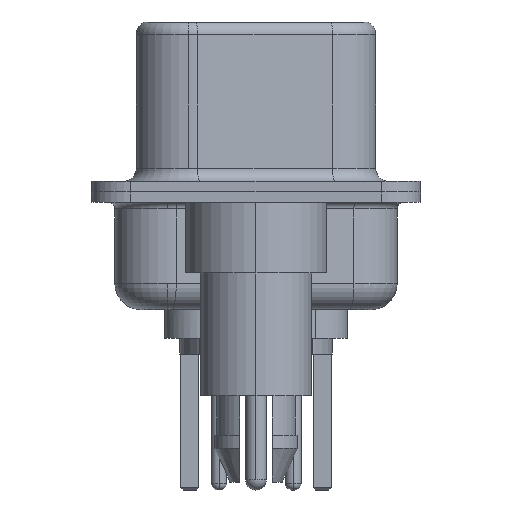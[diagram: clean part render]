
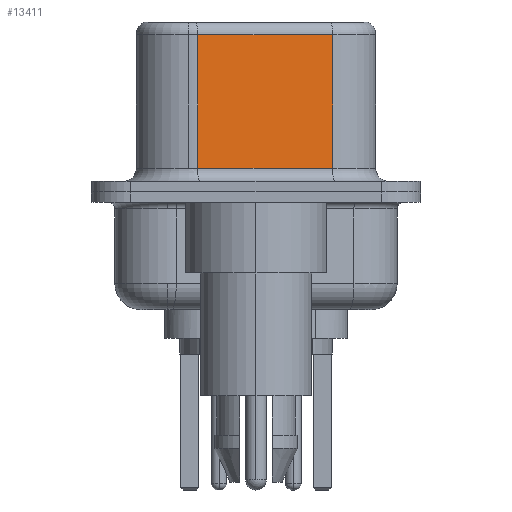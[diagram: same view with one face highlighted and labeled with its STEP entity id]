
A CAD part, left-side view. The second image highlights one B-rep face of the part: STEP entity #13411.
In plain terms, the highlighted planar face has unit normal (-0.985, -0.174, 0).
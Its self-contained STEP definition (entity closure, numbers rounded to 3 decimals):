
#97 = DIRECTION ( 'NONE',  ( -0.174, 0.985, 0. ) ) ;
#1097 = CARTESIAN_POINT ( 'NONE',  ( 4.565, -2.927, 6.02 ) ) ;
#1853 = CARTESIAN_POINT ( 'NONE',  ( 4.565, -2.927, 6.52 ) ) ;
#2114 = ORIENTED_EDGE ( 'NONE', *, *, #8379, .T. ) ;
#2924 = CARTESIAN_POINT ( 'NONE',  ( 3.655, 2.233, 0.9 ) ) ;
#3442 = CARTESIAN_POINT ( 'NONE',  ( 3.655, 2.233, 6.02 ) ) ;
#3801 = CARTESIAN_POINT ( 'NONE',  ( 4.565, -2.927, 6.52 ) ) ;
#3811 = DIRECTION ( 'NONE',  ( 0.985, 0.174, 0. ) ) ;
#4123 = VECTOR ( 'NONE', #6302, 1000. ) ;
#6302 = DIRECTION ( 'NONE',  ( 0.174, -0.985, 0. ) ) ;
#8379 = EDGE_CURVE ( 'NONE', #12556, #19578, #24709, .T. ) ;
#8652 = VERTEX_POINT ( 'NONE', #2924 ) ;
#9203 = EDGE_CURVE ( 'NONE', #8652, #11801, #24383, .T. ) ;
#9638 = VECTOR ( 'NONE', #97, 1000. ) ;
#10106 = LINE ( 'NONE', #3801, #19094 ) ;
#11746 = EDGE_CURVE ( 'NONE', #12556, #11801, #10106, .T. ) ;
#11801 = VERTEX_POINT ( 'NONE', #13572 ) ;
#12556 = VERTEX_POINT ( 'NONE', #1097 ) ;
#13211 = CARTESIAN_POINT ( 'NONE',  ( 3.655, 2.233, 6.52 ) ) ;
#13411 = ADVANCED_FACE ( 'NONE', ( #20178 ), #24678, .F. ) ;
#13572 = CARTESIAN_POINT ( 'NONE',  ( 4.565, -2.927, 0.9 ) ) ;
#14000 = CARTESIAN_POINT ( 'NONE',  ( 4.565, -2.927, 0.9 ) ) ;
#14658 = AXIS2_PLACEMENT_3D ( 'NONE', #1853, #3811, #17288 ) ;
#15365 = DIRECTION ( 'NONE',  ( 0., 0., -1. ) ) ;
#15997 = ORIENTED_EDGE ( 'NONE', *, *, #9203, .T. ) ;
#17288 = DIRECTION ( 'NONE',  ( -0.174, 0.985, 0. ) ) ;
#17712 = EDGE_CURVE ( 'NONE', #19578, #8652, #22089, .T. ) ;
#17926 = ORIENTED_EDGE ( 'NONE', *, *, #17712, .T. ) ;
#18942 = ORIENTED_EDGE ( 'NONE', *, *, #11746, .F. ) ;
#19094 = VECTOR ( 'NONE', #15365, 1000. ) ;
#19578 = VERTEX_POINT ( 'NONE', #3442 ) ;
#20178 = FACE_OUTER_BOUND ( 'NONE', #21290, .T. ) ;
#21290 = EDGE_LOOP ( 'NONE', ( #18942, #2114, #17926, #15997 ) ) ;
#22089 = LINE ( 'NONE', #13211, #22667 ) ;
#22667 = VECTOR ( 'NONE', #24474, 1000. ) ;
#24383 = LINE ( 'NONE', #14000, #4123 ) ;
#24474 = DIRECTION ( 'NONE',  ( 0., 0., -1. ) ) ;
#24678 = PLANE ( 'NONE',  #14658 ) ;
#24709 = LINE ( 'NONE', #24735, #9638 ) ;
#24735 = CARTESIAN_POINT ( 'NONE',  ( 4.565, -2.927, 6.02 ) ) ;
